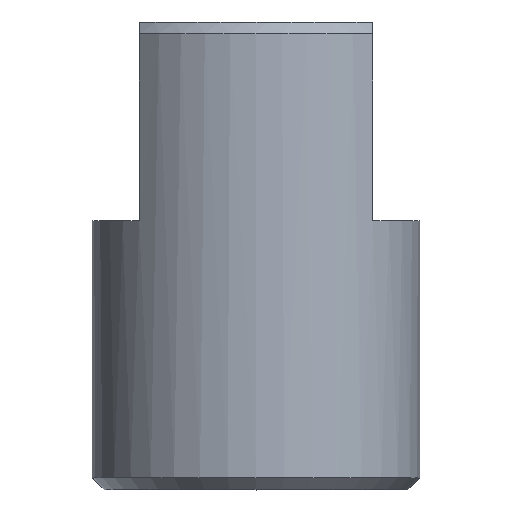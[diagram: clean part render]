
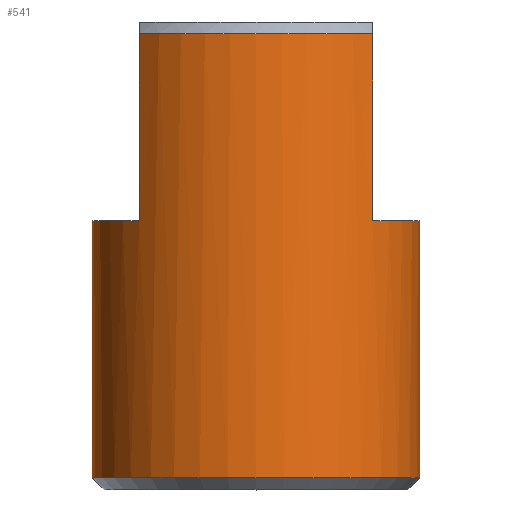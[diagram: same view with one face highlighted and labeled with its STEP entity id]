
A CAD part, top view. The second image highlights one B-rep face of the part: STEP entity #541.
In plain terms, the highlighted cylindrical face has radius 14 mm (diameter 28 mm), a partial arc.
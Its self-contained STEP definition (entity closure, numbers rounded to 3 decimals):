
#49=CARTESIAN_POINT('',(0.,23.,0.));
#50=DIRECTION('',(0.,1.,0.));
#51=DIRECTION('',(-1.,0.,0.));
#52=AXIS2_PLACEMENT_3D('',#49,#50,#51);
#54=DIRECTION('',(0.,1.,0.));
#55=VECTOR('',#54,16.);
#56=CARTESIAN_POINT('',(-10.,23.,9.798));
#57=LINE('',#56,#55);
#58=CARTESIAN_POINT('',(0.,39.,0.));
#59=DIRECTION('',(0.,1.,0.));
#60=DIRECTION('',(-0.714,0.,0.7));
#61=AXIS2_PLACEMENT_3D('',#58,#59,#60);
#63=DIRECTION('',(0.,1.,0.));
#64=VECTOR('',#63,16.);
#65=CARTESIAN_POINT('',(10.,23.,9.798));
#66=LINE('',#65,#64);
#67=CARTESIAN_POINT('',(0.,23.,0.));
#68=DIRECTION('',(0.,1.,0.));
#69=DIRECTION('',(0.714,0.,0.7));
#70=AXIS2_PLACEMENT_3D('',#67,#68,#69);
#72=CARTESIAN_POINT('',(0.,1.,0.));
#73=DIRECTION('',(0.,-1.,0.));
#74=DIRECTION('',(1.,0.,0.));
#75=AXIS2_PLACEMENT_3D('',#72,#73,#74);
#77=DIRECTION('',(0.,1.,0.));
#78=VECTOR('',#77,22.);
#79=CARTESIAN_POINT('',(-14.,1.,0.));
#80=LINE('',#79,#78);
#95=DIRECTION('',(0.,1.,0.));
#96=VECTOR('',#95,22.);
#97=CARTESIAN_POINT('',(14.,1.,0.));
#98=LINE('',#97,#96);
#133=CARTESIAN_POINT('',(10.,39.,9.798));
#165=CARTESIAN_POINT('',(-10.,39.,9.798));
#365=CARTESIAN_POINT('',(-14.,1.,0.));
#366=CARTESIAN_POINT('',(14.,1.,0.));
#367=VERTEX_POINT('',#365);
#368=VERTEX_POINT('',#366);
#388=VERTEX_POINT('',#133);
#401=VERTEX_POINT('',#165);
#427=CARTESIAN_POINT('',(14.,23.,0.));
#429=VERTEX_POINT('',#427);
#431=CARTESIAN_POINT('',(10.,23.,9.798));
#432=VERTEX_POINT('',#431);
#434=CARTESIAN_POINT('',(-14.,23.,0.));
#436=VERTEX_POINT('',#434);
#437=CARTESIAN_POINT('',(-10.,23.,9.798));
#438=VERTEX_POINT('',#437);
#519=CARTESIAN_POINT('',(0.,0.,0.));
#520=DIRECTION('',(0.,1.,0.));
#521=DIRECTION('',(1.,0.,0.));
#522=AXIS2_PLACEMENT_3D('',#519,#520,#521);
#523=CYLINDRICAL_SURFACE('',#522,14.);
#525=ORIENTED_EDGE('',*,*,#524,.T.);
#527=ORIENTED_EDGE('',*,*,#526,.T.);
#529=ORIENTED_EDGE('',*,*,#528,.T.);
#531=ORIENTED_EDGE('',*,*,#530,.F.);
#533=ORIENTED_EDGE('',*,*,#532,.T.);
#535=ORIENTED_EDGE('',*,*,#534,.F.);
#536=ORIENTED_EDGE('',*,*,#513,.T.);
#538=ORIENTED_EDGE('',*,*,#537,.T.);
#539=EDGE_LOOP('',(#525,#527,#529,#531,#533,#535,#536,#538));
#540=FACE_OUTER_BOUND('',#539,.F.);
#541=ADVANCED_FACE('',(#540),#523,.T.);
#53=CIRCLE('',#52,14.);
#62=CIRCLE('',#61,14.);
#71=CIRCLE('',#70,14.);
#76=CIRCLE('',#75,14.);
#513=EDGE_CURVE('',#368,#367,#76,.T.);
#524=EDGE_CURVE('',#436,#438,#53,.T.);
#526=EDGE_CURVE('',#438,#401,#57,.T.);
#528=EDGE_CURVE('',#401,#388,#62,.T.);
#530=EDGE_CURVE('',#432,#388,#66,.T.);
#532=EDGE_CURVE('',#432,#429,#71,.T.);
#534=EDGE_CURVE('',#368,#429,#98,.T.);
#537=EDGE_CURVE('',#367,#436,#80,.T.);
